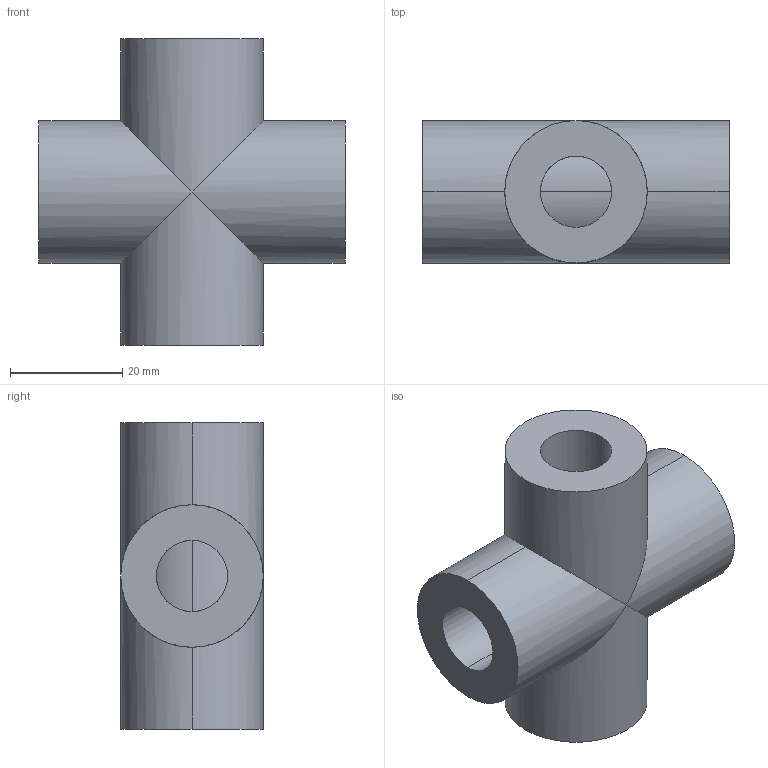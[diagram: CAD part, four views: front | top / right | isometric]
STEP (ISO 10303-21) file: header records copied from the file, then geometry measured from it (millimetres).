
FILE_DESCRIPTION (( 'STEP AP214' ), '1' );
FILE_NAME ('Swivel - 2003091.step', '2023-06-15T00:36:49', ( '' ), ( '' ), 'SwSTEP 2.0', 'SolidWorks 2022', '' );
FILE_SCHEMA (( 'AUTOMOTIVE_DESIGN' ));
Length unit declared in the file: inch
Products named in the file (1): Swivel - 2003091
Bounding box: 54.61 x 25.4 x 54.61 mm (x, y, z)
Volume: 35443.9 mm3; surface area: 11288.5 mm2
Topology: 1 solids, 2 shells, 32 faces, 59 edges, 35 vertices
Faces by surface type: cylinder 28, plane 4
Entity records: 1153 total; most frequent: CARTESIAN_POINT 528, ORIENTED_EDGE 118, DIRECTION 118, EDGE_CURVE 59, AXIS2_PLACEMENT_3D 49, EDGE_LOOP 36, VERTEX_POINT 35, ADVANCED_FACE 32
